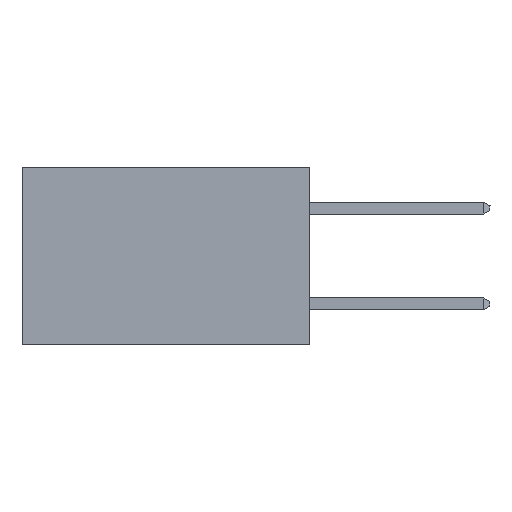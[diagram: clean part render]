
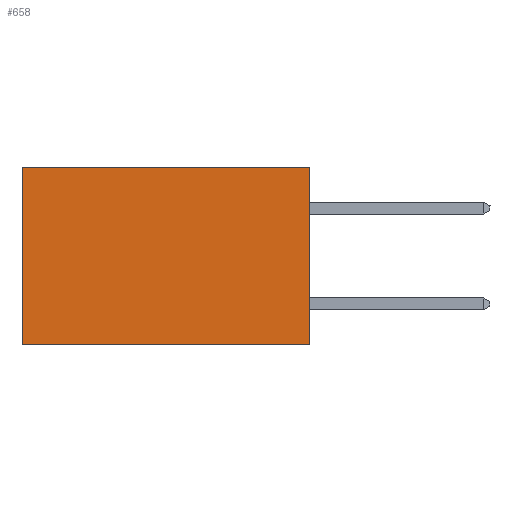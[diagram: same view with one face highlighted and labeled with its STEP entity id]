
A CAD part, left-side view. The second image highlights one B-rep face of the part: STEP entity #658.
In plain terms, the highlighted planar face has unit normal (-1, 0, 0).
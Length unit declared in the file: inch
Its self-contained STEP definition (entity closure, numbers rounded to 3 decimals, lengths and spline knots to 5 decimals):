
#137 = ORIENTED_EDGE ( 'NONE', *, *, #17249, .F. ) ;
#290 = DIRECTION ( 'NONE',  ( 0., 0., -1. ) ) ;
#399 = CARTESIAN_POINT ( 'NONE',  ( 0.2875, 0.6, 0. ) ) ;
#658 = ADVANCED_FACE ( 'NONE', ( #3473 ), #1662, .F. ) ;
#901 = ORIENTED_EDGE ( 'NONE', *, *, #12515, .F. ) ;
#1662 = PLANE ( 'NONE',  #14809 ) ;
#1803 = CARTESIAN_POINT ( 'NONE',  ( 0.2875, 0., 0. ) ) ;
#2989 = CARTESIAN_POINT ( 'NONE',  ( 0.2875, 0., -0.37 ) ) ;
#3473 = FACE_OUTER_BOUND ( 'NONE', #16907, .T. ) ;
#3743 = EDGE_CURVE ( 'NONE', #13094, #9058, #15877, .T. ) ;
#4111 = DIRECTION ( 'NONE',  ( 0., 0., -1. ) ) ;
#4419 = CARTESIAN_POINT ( 'NONE',  ( 0.2875, 0., 0. ) ) ;
#4535 = DIRECTION ( 'NONE',  ( 0., 1., 0. ) ) ;
#4775 = CARTESIAN_POINT ( 'NONE',  ( 0.2875, 0., 0. ) ) ;
#4851 = DIRECTION ( 'NONE',  ( 1., 0., 0. ) ) ;
#6101 = LINE ( 'NONE', #2989, #18924 ) ;
#7416 = DIRECTION ( 'NONE',  ( 0., 0., -1. ) ) ;
#8588 = VECTOR ( 'NONE', #7416, 39.37008 ) ;
#9051 = CARTESIAN_POINT ( 'NONE',  ( 0.2875, 0.6, -0.37 ) ) ;
#9058 = VERTEX_POINT ( 'NONE', #399 ) ;
#9765 = LINE ( 'NONE', #4419, #8588 ) ;
#11469 = ORIENTED_EDGE ( 'NONE', *, *, #3743, .T. ) ;
#11685 = CARTESIAN_POINT ( 'NONE',  ( 0.2875, 0., 0. ) ) ;
#12515 = EDGE_CURVE ( 'NONE', #13094, #13619, #9765, .T. ) ;
#13094 = VERTEX_POINT ( 'NONE', #4775 ) ;
#13619 = VERTEX_POINT ( 'NONE', #14917 ) ;
#13985 = VECTOR ( 'NONE', #4111, 39.37008 ) ;
#14809 = AXIS2_PLACEMENT_3D ( 'NONE', #1803, #4851, #290 ) ;
#14875 = VERTEX_POINT ( 'NONE', #9051 ) ;
#14917 = CARTESIAN_POINT ( 'NONE',  ( 0.2875, 0., -0.37 ) ) ;
#15611 = LINE ( 'NONE', #17820, #13985 ) ;
#15877 = LINE ( 'NONE', #11685, #18703 ) ;
#16042 = DIRECTION ( 'NONE',  ( 0., 1., 0. ) ) ;
#16907 = EDGE_LOOP ( 'NONE', ( #18218, #137, #901, #11469 ) ) ;
#17249 = EDGE_CURVE ( 'NONE', #13619, #14875, #6101, .T. ) ;
#17782 = EDGE_CURVE ( 'NONE', #9058, #14875, #15611, .T. ) ;
#17820 = CARTESIAN_POINT ( 'NONE',  ( 0.2875, 0.6, 0. ) ) ;
#18218 = ORIENTED_EDGE ( 'NONE', *, *, #17782, .T. ) ;
#18703 = VECTOR ( 'NONE', #16042, 39.37008 ) ;
#18924 = VECTOR ( 'NONE', #4535, 39.37008 ) ;
